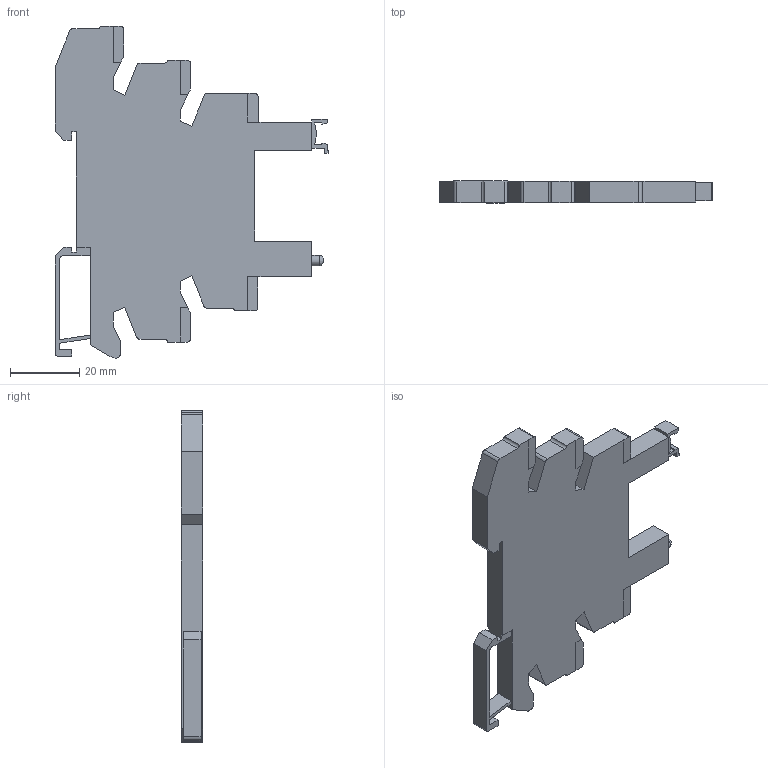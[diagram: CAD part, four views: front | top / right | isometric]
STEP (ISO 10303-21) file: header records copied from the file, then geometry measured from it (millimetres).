
FILE_DESCRIPTION (( 'STEP AP214' ), '1' );
FILE_NAME ('107637.STEP', '2016-08-15T22:24:04', ( '' ), ( '' ), 'SwSTEP 2.0', 'SolidWorks 2015', '' );
FILE_SCHEMA (( 'AUTOMOTIVE_DESIGN' ));
Length unit declared in the file: inch
Products named in the file (3): CRYLOGO; DRSCN30; 107637
Assembly tree (2 placements, depth 2):
  107637
    DRSCN30
    CRYLOGO
Bounding box: 79.21 x 6.25 x 96 mm (x, y, z)
Volume: 26347.8 mm3; surface area: 12207.6 mm2
Topology: 7 solids, 7 shells, 213 faces, 577 edges, 383 vertices
Faces by surface type: plane 161, cylinder 27, bspline 25
Full cylindrical faces by diameter (mm): 3 x1, 4 x5
Entity records: 9858 total; most frequent: CARTESIAN_POINT 1716, ORIENTED_EDGE 1140, DIRECTION 960, EDGE_CURVE 570, LINE 466, VECTOR 466, VERTEX_POINT 383, AXIS2_PLACEMENT_3D 247
